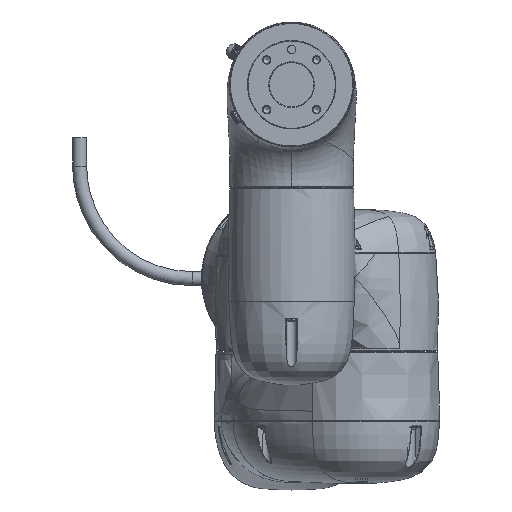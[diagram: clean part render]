
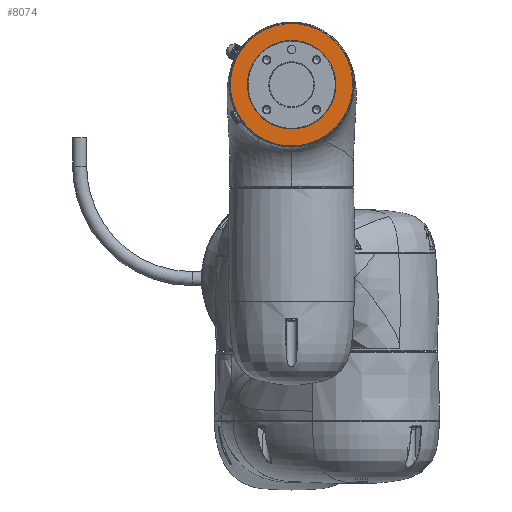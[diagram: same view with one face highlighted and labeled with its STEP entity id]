
A CAD part, top view. The second image highlights one B-rep face of the part: STEP entity #8074.
In plain terms, the highlighted planar face has unit normal (0, 0, 1).
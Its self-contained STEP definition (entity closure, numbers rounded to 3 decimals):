
#4753=PLANE('',#31959);
#8074=ADVANCED_FACE('',(#11084,#11085),#4753,.T.);
#11084=FACE_BOUND('',#12620,.T.);
#11085=FACE_BOUND('',#12621,.T.);
#12620=EDGE_LOOP('',(#18952));
#12621=EDGE_LOOP('',(#18953));
#18952=ORIENTED_EDGE('',*,*,#27743,.F.);
#18953=ORIENTED_EDGE('',*,*,#27724,.T.);
#23935=VERTEX_POINT('',#115195);
#23958=VERTEX_POINT('',#115257);
#27724=EDGE_CURVE('',#23935,#23935,#29994,.T.);
#27743=EDGE_CURVE('',#23958,#23958,#30013,.T.);
#29994=CIRCLE('',#31917,43.5);
#30013=CIRCLE('',#31956,31.5);
#31917=AXIS2_PLACEMENT_3D('',#115194,#36670,#36671);
#31956=AXIS2_PLACEMENT_3D('',#115256,#36748,#36749);
#31959=AXIS2_PLACEMENT_3D('',#115260,#36754,#36755);
#36670=DIRECTION('',(0.,0.,1.));
#36671=DIRECTION('',(-0.707,0.707,0.));
#36748=DIRECTION('',(0.,0.,1.));
#36749=DIRECTION('',(-0.707,-0.707,0.));
#36754=DIRECTION('',(0.,0.,1.));
#36755=DIRECTION('',(-0.707,0.707,0.));
#115194=CARTESIAN_POINT('',(0.,0.,-6.5));
#115195=CARTESIAN_POINT('',(-30.759,30.759,-6.5));
#115256=CARTESIAN_POINT('',(0.,0.,-6.5));
#115257=CARTESIAN_POINT('',(-22.274,-22.274,-6.5));
#115260=CARTESIAN_POINT('',(0.,0.,-6.5));
